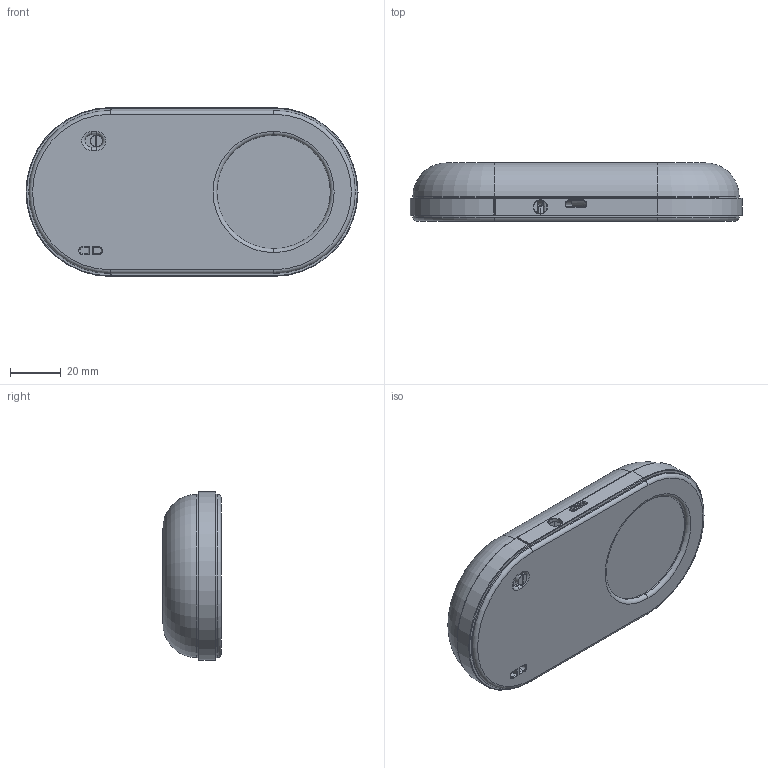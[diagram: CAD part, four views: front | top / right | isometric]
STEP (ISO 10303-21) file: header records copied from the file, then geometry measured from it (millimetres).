
FILE_DESCRIPTION (( 'STEP AP214' ), '1' );
FILE_NAME ('safecast2.STEP', '2011-12-28T00:19:41', ( '' ), ( '' ), 'SwSTEP 2.0', 'SolidWorks 2011', '' );
FILE_SCHEMA (( 'AUTOMOTIVE_DESIGN' ));
Length unit declared in the file: millimetre
Products named in the file (1): safecast2
Bounding box: 130.2 x 22.8 x 66.2 mm (x, y, z)
Volume: 101360.8 mm3; surface area: 83970.5 mm2
Topology: 15 solids, 15 shells, 792 faces, 2065 edges, 1342 vertices
Faces by surface type: plane 544, cylinder 154, cone 56, torus 35, bspline 3
Entity records: 24713 total; most frequent: CARTESIAN_POINT 4644, ORIENTED_EDGE 4130, DIRECTION 4092, EDGE_CURVE 2065, VECTOR 1448, LINE 1448, VERTEX_POINT 1342, AXIS2_PLACEMENT_3D 1322
